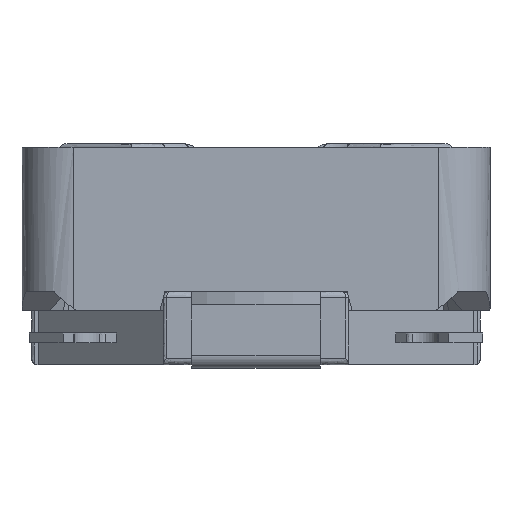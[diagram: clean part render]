
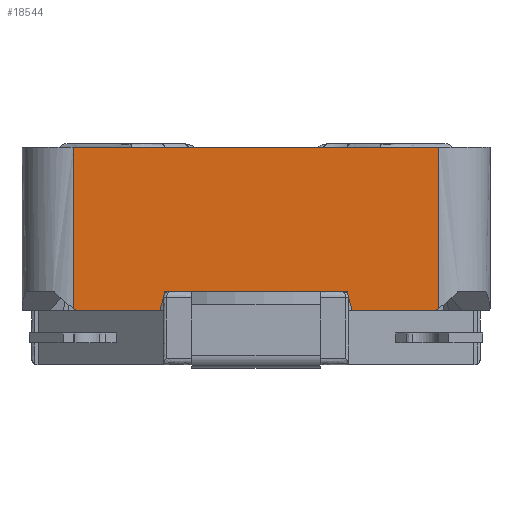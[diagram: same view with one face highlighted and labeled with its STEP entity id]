
A CAD part, left-side view. The second image highlights one B-rep face of the part: STEP entity #18544.
In plain terms, the highlighted free-form (B-spline) face has degree [1, 1] with [2, 2] control points.
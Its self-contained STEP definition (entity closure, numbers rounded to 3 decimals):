
#18218=CARTESIAN_POINT('',(-3.65,2.85,-0.266));
#18219=VERTEX_POINT('',#18218);
#18226=CARTESIAN_POINT('',(-3.65,2.85,2.25));
#18227=VERTEX_POINT('',#18226);
#18228=CARTESIAN_POINT('',(-3.65,2.85,-0.266));
#18229=CARTESIAN_POINT('',(-3.65,2.85,2.25));
#18230=B_SPLINE_CURVE_WITH_KNOTS('',1,(#18228,#18229),.POLYLINE_FORM.,.F.,.U.,(2,2),(0.,1.),.UNSPECIFIED.);
#18231=EDGE_CURVE('',#18219,#18227,#18230,.T.);
#18475=CARTESIAN_POINT('',(-3.65,3.021,-0.377));
#18476=CARTESIAN_POINT('',(-3.65,3.021,2.327));
#18477=CARTESIAN_POINT('',(-3.65,-3.021,-0.377));
#18478=CARTESIAN_POINT('',(-3.65,-3.021,2.327));
#18479=B_SPLINE_SURFACE_WITH_KNOTS('',1,1,((#18475,#18476),(#18477,#18478)),.PLANE_SURF.,.F.,.F.,.U.,(2,2),(2,2),(0.,1.),(0.,1.),.UNSPECIFIED.);
#18480=CARTESIAN_POINT('',(-3.65,1.42,0.));
#18481=VERTEX_POINT('',#18480);
#18482=CARTESIAN_POINT('',(-3.65,1.5,-0.3));
#18483=VERTEX_POINT('',#18482);
#18484=CARTESIAN_POINT('',(-3.65,1.42,0.));
#18485=CARTESIAN_POINT('',(-3.65,1.5,-0.3));
#18486=B_SPLINE_CURVE_WITH_KNOTS('',1,(#18484,#18485),.POLYLINE_FORM.,.F.,.U.,(2,2),(0.634,0.657),.UNSPECIFIED.);
#18487=EDGE_CURVE('',#18481,#18483,#18486,.T.);
#18488=ORIENTED_EDGE('',*,*,#18487,.F.);
#18489=CARTESIAN_POINT('',(-3.65,-1.42,0.));
#18490=VERTEX_POINT('',#18489);
#18491=CARTESIAN_POINT('',(-3.65,-1.42,0.));
#18492=CARTESIAN_POINT('',(-3.65,1.42,0.));
#18493=B_SPLINE_CURVE_WITH_KNOTS('',1,(#18491,#18492),.POLYLINE_FORM.,.F.,.U.,(2,2),(0.394,0.606),.UNSPECIFIED.);
#18494=EDGE_CURVE('',#18490,#18481,#18493,.T.);
#18495=ORIENTED_EDGE('',*,*,#18494,.F.);
#18496=CARTESIAN_POINT('',(-3.65,-1.5,-0.3));
#18497=VERTEX_POINT('',#18496);
#18498=CARTESIAN_POINT('',(-3.65,-1.5,-0.3));
#18499=CARTESIAN_POINT('',(-3.65,-1.42,0.));
#18500=B_SPLINE_CURVE_WITH_KNOTS('',1,(#18498,#18499),.POLYLINE_FORM.,.F.,.U.,(2,2),(0.343,0.366),.UNSPECIFIED.);
#18501=EDGE_CURVE('',#18497,#18490,#18500,.T.);
#18502=ORIENTED_EDGE('',*,*,#18501,.F.);
#18503=CARTESIAN_POINT('',(-3.65,-2.801,-0.3));
#18504=VERTEX_POINT('',#18503);
#18505=CARTESIAN_POINT('',(-3.65,-1.5,-0.3));
#18506=CARTESIAN_POINT('',(-3.65,-2.801,-0.3));
#18507=B_SPLINE_CURVE_WITH_KNOTS('',1,(#18505,#18506),.POLYLINE_FORM.,.F.,.U.,(2,2),(0.705,0.884),.UNSPECIFIED.);
#18508=EDGE_CURVE('',#18497,#18504,#18507,.T.);
#18509=ORIENTED_EDGE('',*,*,#18508,.T.);
#18510=CARTESIAN_POINT('',(-3.65,-2.85,-0.266));
#18511=VERTEX_POINT('',#18510);
#18512=CARTESIAN_POINT('',(-3.65,-2.85,-0.266));
#18513=CARTESIAN_POINT('',(-3.65,-2.801,-0.3));
#18514=B_SPLINE_CURVE_WITH_KNOTS('',1,(#18512,#18513),.POLYLINE_FORM.,.F.,.U.,(2,2),(0.615,0.62),.UNSPECIFIED.);
#18515=EDGE_CURVE('',#18511,#18504,#18514,.T.);
#18516=ORIENTED_EDGE('',*,*,#18515,.F.);
#18517=CARTESIAN_POINT('',(-3.65,-2.85,2.25));
#18518=VERTEX_POINT('',#18517);
#18519=CARTESIAN_POINT('',(-3.65,-2.85,-0.266));
#18520=CARTESIAN_POINT('',(-3.65,-2.85,2.25));
#18521=B_SPLINE_CURVE_WITH_KNOTS('',1,(#18519,#18520),.POLYLINE_FORM.,.F.,.U.,(2,2),(0.,1.),.UNSPECIFIED.);
#18522=EDGE_CURVE('',#18511,#18518,#18521,.T.);
#18523=ORIENTED_EDGE('',*,*,#18522,.T.);
#18524=CARTESIAN_POINT('',(-3.65,2.85,2.25));
#18525=CARTESIAN_POINT('',(-3.65,-2.85,2.25));
#18526=B_SPLINE_CURVE_WITH_KNOTS('',1,(#18524,#18525),.POLYLINE_FORM.,.F.,.U.,(2,2),(0.11,0.89),.UNSPECIFIED.);
#18527=EDGE_CURVE('',#18227,#18518,#18526,.T.);
#18528=ORIENTED_EDGE('',*,*,#18527,.F.);
#18529=ORIENTED_EDGE('',*,*,#18231,.F.);
#18530=CARTESIAN_POINT('',(-3.65,2.801,-0.3));
#18531=VERTEX_POINT('',#18530);
#18532=CARTESIAN_POINT('',(-3.65,2.801,-0.3));
#18533=CARTESIAN_POINT('',(-3.65,2.85,-0.266));
#18534=B_SPLINE_CURVE_WITH_KNOTS('',1,(#18532,#18533),.POLYLINE_FORM.,.F.,.U.,(2,2),(0.363,0.368),.UNSPECIFIED.);
#18535=EDGE_CURVE('',#18531,#18219,#18534,.T.);
#18536=ORIENTED_EDGE('',*,*,#18535,.F.);
#18537=CARTESIAN_POINT('',(-3.65,2.801,-0.3));
#18538=CARTESIAN_POINT('',(-3.65,1.5,-0.3));
#18539=B_SPLINE_CURVE_WITH_KNOTS('',1,(#18537,#18538),.POLYLINE_FORM.,.F.,.U.,(2,2),(0.116,0.295),.UNSPECIFIED.);
#18540=EDGE_CURVE('',#18531,#18483,#18539,.T.);
#18541=ORIENTED_EDGE('',*,*,#18540,.T.);
#18542=EDGE_LOOP('',(#18488,#18495,#18502,#18509,#18516,#18523,#18528,#18529,#18536,#18541));
#18543=FACE_OUTER_BOUND('',#18542,.T.);
#18544=ADVANCED_FACE('',(#18543),#18479,.T.);
